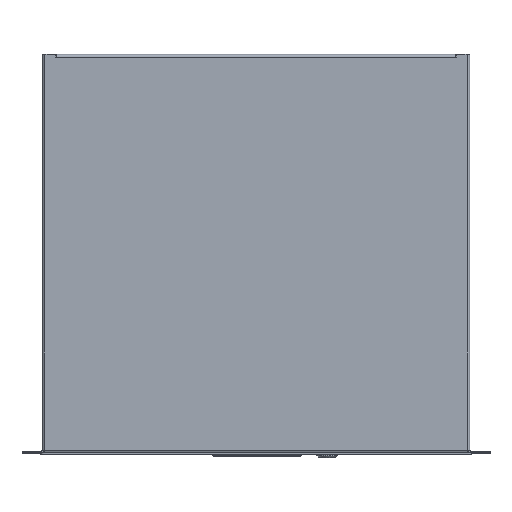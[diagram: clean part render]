
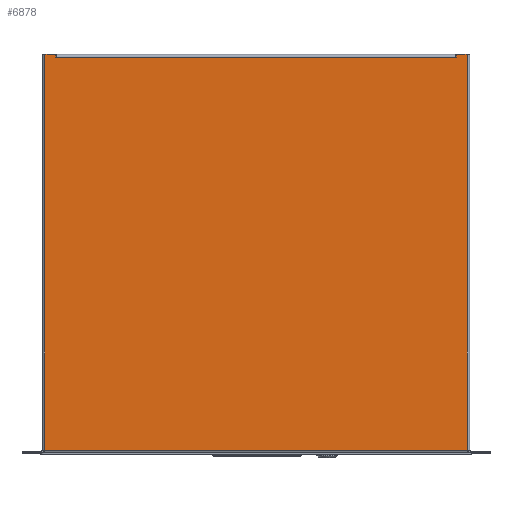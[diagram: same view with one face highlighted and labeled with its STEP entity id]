
A CAD part, top view. The second image highlights one B-rep face of the part: STEP entity #6878.
In plain terms, the highlighted planar face has unit normal (0, 0, 1).
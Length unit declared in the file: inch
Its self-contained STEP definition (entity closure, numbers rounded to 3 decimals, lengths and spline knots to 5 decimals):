
#101 = EDGE_CURVE ( 'NONE', #14933, #18693, #17962, .T. ) ;
#805 = VECTOR ( 'NONE', #9573, 39.37008 ) ;
#946 = CARTESIAN_POINT ( 'NONE',  ( -8.57, 16.277, 2.531 ) ) ;
#968 = DIRECTION ( 'NONE',  ( 0., 1., 0. ) ) ;
#999 = LINE ( 'NONE', #16274, #19197 ) ;
#1410 = DIRECTION ( 'NONE',  ( -1., 0., 0. ) ) ;
#1919 = CARTESIAN_POINT ( 'NONE',  ( 8.136, 16.277, 2.531 ) ) ;
#2421 = CARTESIAN_POINT ( 'NONE',  ( 8.136, 16.169, 2.531 ) ) ;
#2455 = DIRECTION ( 'NONE',  ( 1., 0., 0. ) ) ;
#2504 = LINE ( 'NONE', #12519, #3917 ) ;
#3055 = CARTESIAN_POINT ( 'NONE',  ( -8.678, 16.277, 2.531 ) ) ;
#3110 = CARTESIAN_POINT ( 'NONE',  ( -8.57, 16.277, 2.531 ) ) ;
#3321 = ORIENTED_EDGE ( 'NONE', *, *, #101, .T. ) ;
#3711 = EDGE_CURVE ( 'NONE', #18693, #21529, #7902, .T. ) ;
#3805 = LINE ( 'NONE', #1919, #4428 ) ;
#3880 = VERTEX_POINT ( 'NONE', #13558 ) ;
#3917 = VECTOR ( 'NONE', #968, 39.37008 ) ;
#4098 = ORIENTED_EDGE ( 'NONE', *, *, #14572, .T. ) ;
#4428 = VECTOR ( 'NONE', #7033, 39.37008 ) ;
#4618 = CARTESIAN_POINT ( 'NONE',  ( 8.136, 16.277, 2.531 ) ) ;
#5608 = FACE_OUTER_BOUND ( 'NONE', #15147, .T. ) ;
#6134 = VERTEX_POINT ( 'NONE', #17958 ) ;
#6686 = EDGE_CURVE ( 'NONE', #6946, #20376, #3805, .T. ) ;
#6878 = ADVANCED_FACE ( 'NONE', ( #5608 ), #19250, .T. ) ;
#6946 = VERTEX_POINT ( 'NONE', #4618 ) ;
#7033 = DIRECTION ( 'NONE',  ( 0., -1., 0. ) ) ;
#7552 = CARTESIAN_POINT ( 'NONE',  ( -8.57, 0.21, 2.531 ) ) ;
#7725 = CARTESIAN_POINT ( 'NONE',  ( 8.57, 16.277, 2.531 ) ) ;
#7902 = LINE ( 'NONE', #14558, #15369 ) ;
#7945 = EDGE_CURVE ( 'NONE', #3880, #15624, #10447, .T. ) ;
#8111 = CARTESIAN_POINT ( 'NONE',  ( 8.136, 16.169, 2.531 ) ) ;
#8607 = AXIS2_PLACEMENT_3D ( 'NONE', #12154, #12476, #2455 ) ;
#8810 = DIRECTION ( 'NONE',  ( -1., 0., 0. ) ) ;
#9573 = DIRECTION ( 'NONE',  ( 0., 1., 0. ) ) ;
#9625 = VECTOR ( 'NONE', #8810, 39.37008 ) ;
#9675 = ORIENTED_EDGE ( 'NONE', *, *, #3711, .T. ) ;
#9757 = DIRECTION ( 'NONE',  ( 0., -1., 0. ) ) ;
#10447 = LINE ( 'NONE', #13410, #9625 ) ;
#10679 = VECTOR ( 'NONE', #20859, 39.37008 ) ;
#11537 = CARTESIAN_POINT ( 'NONE',  ( -8.136, 16.277, 2.531 ) ) ;
#11678 = EDGE_CURVE ( 'NONE', #21529, #6134, #17883, .T. ) ;
#11976 = ORIENTED_EDGE ( 'NONE', *, *, #18488, .T. ) ;
#12134 = ORIENTED_EDGE ( 'NONE', *, *, #11678, .T. ) ;
#12154 = CARTESIAN_POINT ( 'NONE',  ( -8.678, 16.277, 2.531 ) ) ;
#12253 = EDGE_CURVE ( 'NONE', #16493, #3880, #14935, .T. ) ;
#12314 = CARTESIAN_POINT ( 'NONE',  ( -8.136, 16.169, 2.531 ) ) ;
#12476 = DIRECTION ( 'NONE',  ( 0., 0., 1. ) ) ;
#12519 = CARTESIAN_POINT ( 'NONE',  ( -8.136, 16.277, 2.531 ) ) ;
#12883 = ORIENTED_EDGE ( 'NONE', *, *, #6686, .T. ) ;
#13322 = ORIENTED_EDGE ( 'NONE', *, *, #13601, .T. ) ;
#13410 = CARTESIAN_POINT ( 'NONE',  ( 8.136, 16.169, 2.531 ) ) ;
#13558 = CARTESIAN_POINT ( 'NONE',  ( -8.106, 16.169, 2.531 ) ) ;
#13601 = EDGE_CURVE ( 'NONE', #6134, #6946, #18010, .T. ) ;
#14558 = CARTESIAN_POINT ( 'NONE',  ( -8.678, 0.21, 2.531 ) ) ;
#14572 = EDGE_CURVE ( 'NONE', #20376, #16493, #19210, .T. ) ;
#14933 = VERTEX_POINT ( 'NONE', #946 ) ;
#14935 = LINE ( 'NONE', #19852, #18592 ) ;
#15048 = DIRECTION ( 'NONE',  ( -1., 0., 0. ) ) ;
#15147 = EDGE_LOOP ( 'NONE', ( #4098, #15263, #17065, #11976, #19492, #3321, #9675, #12134, #13322, #12883 ) ) ;
#15263 = ORIENTED_EDGE ( 'NONE', *, *, #12253, .T. ) ;
#15369 = VECTOR ( 'NONE', #15770, 39.37008 ) ;
#15624 = VERTEX_POINT ( 'NONE', #12314 ) ;
#15770 = DIRECTION ( 'NONE',  ( 1., 0., 0. ) ) ;
#16274 = CARTESIAN_POINT ( 'NONE',  ( -8.678, 16.277, 2.531 ) ) ;
#16493 = VERTEX_POINT ( 'NONE', #20149 ) ;
#17065 = ORIENTED_EDGE ( 'NONE', *, *, #7945, .T. ) ;
#17883 = LINE ( 'NONE', #7725, #805 ) ;
#17893 = CARTESIAN_POINT ( 'NONE',  ( 8.57, 0.21, 2.531 ) ) ;
#17958 = CARTESIAN_POINT ( 'NONE',  ( 8.57, 16.277, 2.531 ) ) ;
#17962 = LINE ( 'NONE', #3110, #20116 ) ;
#18010 = LINE ( 'NONE', #3055, #19698 ) ;
#18488 = EDGE_CURVE ( 'NONE', #15624, #20022, #2504, .T. ) ;
#18592 = VECTOR ( 'NONE', #15048, 39.37008 ) ;
#18693 = VERTEX_POINT ( 'NONE', #7552 ) ;
#19197 = VECTOR ( 'NONE', #19654, 39.37008 ) ;
#19210 = LINE ( 'NONE', #2421, #10679 ) ;
#19250 = PLANE ( 'NONE',  #8607 ) ;
#19484 = EDGE_CURVE ( 'NONE', #20022, #14933, #999, .T. ) ;
#19492 = ORIENTED_EDGE ( 'NONE', *, *, #19484, .T. ) ;
#19654 = DIRECTION ( 'NONE',  ( -1., 0., 0. ) ) ;
#19698 = VECTOR ( 'NONE', #1410, 39.37008 ) ;
#19852 = CARTESIAN_POINT ( 'NONE',  ( -8.678, 16.169, 2.531 ) ) ;
#20022 = VERTEX_POINT ( 'NONE', #11537 ) ;
#20116 = VECTOR ( 'NONE', #9757, 39.37008 ) ;
#20149 = CARTESIAN_POINT ( 'NONE',  ( 8.106, 16.169, 2.531 ) ) ;
#20376 = VERTEX_POINT ( 'NONE', #8111 ) ;
#20859 = DIRECTION ( 'NONE',  ( -1., 0., 0. ) ) ;
#21529 = VERTEX_POINT ( 'NONE', #17893 ) ;
